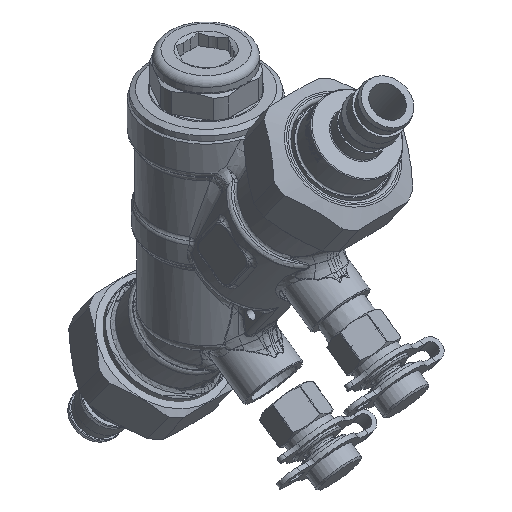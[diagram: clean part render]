
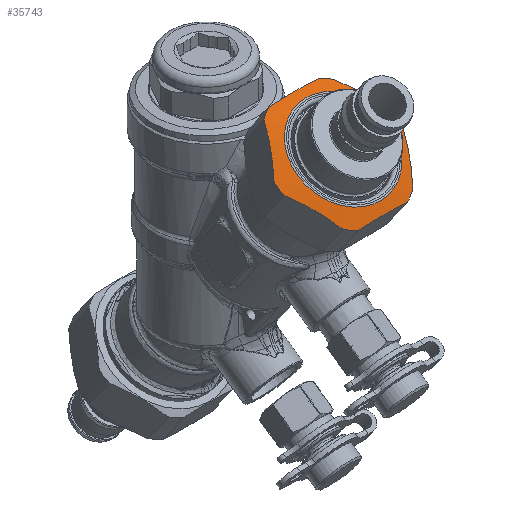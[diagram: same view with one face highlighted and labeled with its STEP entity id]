
A CAD part, isometric view. The second image highlights one B-rep face of the part: STEP entity #35743.
In plain terms, the highlighted conical face has half-angle 60 degrees and reference radius 17.78 mm.
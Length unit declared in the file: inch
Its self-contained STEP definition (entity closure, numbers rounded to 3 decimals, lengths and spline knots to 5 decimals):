
#1334=(
BOUNDED_CURVE()
B_SPLINE_CURVE(2,(#161559,#161560,#161561),.UNSPECIFIED.,.F.,.F.)
B_SPLINE_CURVE_WITH_KNOTS((3,3),(0.,1.67512),.UNSPECIFIED.)
CURVE()
GEOMETRIC_REPRESENTATION_ITEM()
RATIONAL_B_SPLINE_CURVE((1.,1.096,1.))
REPRESENTATION_ITEM('')
);
#1335=(
BOUNDED_CURVE()
B_SPLINE_CURVE(2,(#161565,#161566,#161567),.UNSPECIFIED.,.F.,.F.)
B_SPLINE_CURVE_WITH_KNOTS((3,3),(0.,1.67512),.UNSPECIFIED.)
CURVE()
GEOMETRIC_REPRESENTATION_ITEM()
RATIONAL_B_SPLINE_CURVE((1.,1.096,1.))
REPRESENTATION_ITEM('')
);
#1336=(
BOUNDED_CURVE()
B_SPLINE_CURVE(2,(#161571,#161572,#161573),.UNSPECIFIED.,.F.,.F.)
B_SPLINE_CURVE_WITH_KNOTS((3,3),(0.,1.67512),.UNSPECIFIED.)
CURVE()
GEOMETRIC_REPRESENTATION_ITEM()
RATIONAL_B_SPLINE_CURVE((1.,1.096,1.))
REPRESENTATION_ITEM('')
);
#1337=(
BOUNDED_CURVE()
B_SPLINE_CURVE(2,(#161577,#161578,#161579),.UNSPECIFIED.,.F.,.F.)
B_SPLINE_CURVE_WITH_KNOTS((3,3),(0.,1.67512),.UNSPECIFIED.)
CURVE()
GEOMETRIC_REPRESENTATION_ITEM()
RATIONAL_B_SPLINE_CURVE((1.,1.096,1.))
REPRESENTATION_ITEM('')
);
#1338=(
BOUNDED_CURVE()
B_SPLINE_CURVE(2,(#161583,#161584,#161585),.UNSPECIFIED.,.F.,.F.)
B_SPLINE_CURVE_WITH_KNOTS((3,3),(0.,1.67512),.UNSPECIFIED.)
CURVE()
GEOMETRIC_REPRESENTATION_ITEM()
RATIONAL_B_SPLINE_CURVE((1.,1.096,1.))
REPRESENTATION_ITEM('')
);
#1339=(
BOUNDED_CURVE()
B_SPLINE_CURVE(2,(#161589,#161590,#161591),.UNSPECIFIED.,.F.,.F.)
B_SPLINE_CURVE_WITH_KNOTS((3,3),(0.,1.67512),.UNSPECIFIED.)
CURVE()
GEOMETRIC_REPRESENTATION_ITEM()
RATIONAL_B_SPLINE_CURVE((1.,1.096,1.))
REPRESENTATION_ITEM('')
);
#3531=CONICAL_SURFACE('',#37978,0.7,1.047);
#5307=FACE_OUTER_BOUND('',#7408,.T.);
#7408=EDGE_LOOP('',(#26844,#26845,#26846,#26847,#26848,#26849,#26850,#26851,
#26852,#26853,#26854,#26855,#26856,#26857,#26858,#26859));
#9252=CIRCLE('',#37975,0.60928);
#9254=CIRCLE('',#37979,0.8);
#9255=CIRCLE('',#37980,0.8);
#9256=CIRCLE('',#37981,0.8);
#9257=CIRCLE('',#37982,0.8);
#9258=CIRCLE('',#37983,0.8);
#9259=CIRCLE('',#37984,0.8);
#9260=CIRCLE('',#37985,0.8);
#10179=LINE('',#161555,#11852);
#11852=VECTOR('',#41895,0.7);
#14685=VERTEX_POINT('',#161547);
#14687=VERTEX_POINT('',#161554);
#14688=VERTEX_POINT('',#161556);
#14689=VERTEX_POINT('',#161558);
#14690=VERTEX_POINT('',#161562);
#14691=VERTEX_POINT('',#161564);
#14692=VERTEX_POINT('',#161568);
#14693=VERTEX_POINT('',#161570);
#14694=VERTEX_POINT('',#161574);
#14695=VERTEX_POINT('',#161576);
#14696=VERTEX_POINT('',#161580);
#14697=VERTEX_POINT('',#161582);
#14698=VERTEX_POINT('',#161586);
#14699=VERTEX_POINT('',#161588);
#19044=EDGE_CURVE('',#14685,#14685,#9252,.T.);
#19046=EDGE_CURVE('',#14685,#14687,#10179,.T.);
#19047=EDGE_CURVE('',#14688,#14687,#9254,.T.);
#19048=EDGE_CURVE('',#14689,#14688,#1334,.T.);
#19049=EDGE_CURVE('',#14690,#14689,#9255,.T.);
#19050=EDGE_CURVE('',#14691,#14690,#1335,.T.);
#19051=EDGE_CURVE('',#14692,#14691,#9256,.T.);
#19052=EDGE_CURVE('',#14693,#14692,#1336,.T.);
#19053=EDGE_CURVE('',#14694,#14693,#9257,.T.);
#19054=EDGE_CURVE('',#14695,#14694,#1337,.T.);
#19055=EDGE_CURVE('',#14696,#14695,#9258,.T.);
#19056=EDGE_CURVE('',#14697,#14696,#1338,.T.);
#19057=EDGE_CURVE('',#14698,#14697,#9259,.T.);
#19058=EDGE_CURVE('',#14699,#14698,#1339,.T.);
#19059=EDGE_CURVE('',#14687,#14699,#9260,.T.);
#26844=ORIENTED_EDGE('',*,*,#19044,.F.);
#26845=ORIENTED_EDGE('',*,*,#19046,.T.);
#26846=ORIENTED_EDGE('',*,*,#19047,.F.);
#26847=ORIENTED_EDGE('',*,*,#19048,.F.);
#26848=ORIENTED_EDGE('',*,*,#19049,.F.);
#26849=ORIENTED_EDGE('',*,*,#19050,.F.);
#26850=ORIENTED_EDGE('',*,*,#19051,.F.);
#26851=ORIENTED_EDGE('',*,*,#19052,.F.);
#26852=ORIENTED_EDGE('',*,*,#19053,.F.);
#26853=ORIENTED_EDGE('',*,*,#19054,.F.);
#26854=ORIENTED_EDGE('',*,*,#19055,.F.);
#26855=ORIENTED_EDGE('',*,*,#19056,.F.);
#26856=ORIENTED_EDGE('',*,*,#19057,.F.);
#26857=ORIENTED_EDGE('',*,*,#19058,.F.);
#26858=ORIENTED_EDGE('',*,*,#19059,.F.);
#26859=ORIENTED_EDGE('',*,*,#19046,.F.);
#35743=ADVANCED_FACE('',(#5307),#3531,.T.);
#37975=AXIS2_PLACEMENT_3D('',#161549,#41887,#41888);
#37978=AXIS2_PLACEMENT_3D('',#161553,#41893,#41894);
#37979=AXIS2_PLACEMENT_3D('',#161557,#41896,#41897);
#37980=AXIS2_PLACEMENT_3D('',#161563,#41898,#41899);
#37981=AXIS2_PLACEMENT_3D('',#161569,#41900,#41901);
#37982=AXIS2_PLACEMENT_3D('',#161575,#41902,#41903);
#37983=AXIS2_PLACEMENT_3D('',#161581,#41904,#41905);
#37984=AXIS2_PLACEMENT_3D('',#161587,#41906,#41907);
#37985=AXIS2_PLACEMENT_3D('',#161592,#41908,#41909);
#41887=DIRECTION('center_axis',(0.,-0.574,
0.819));
#41888=DIRECTION('ref_axis',(-1.,0.,0.));
#41893=DIRECTION('center_axis',(0.,0.574,
-0.819));
#41894=DIRECTION('ref_axis',(1.,0.,0.));
#41895=DIRECTION('',(-0.866,0.287,-0.41));
#41896=DIRECTION('center_axis',(0.,0.574,
-0.819));
#41897=DIRECTION('ref_axis',(-1.,0.,0.));
#41898=DIRECTION('center_axis',(0.,0.574,
-0.819));
#41899=DIRECTION('ref_axis',(-1.,0.,0.));
#41900=DIRECTION('center_axis',(0.,0.574,
-0.819));
#41901=DIRECTION('ref_axis',(-1.,0.,0.));
#41902=DIRECTION('center_axis',(0.,0.574,
-0.819));
#41903=DIRECTION('ref_axis',(-1.,0.,0.));
#41904=DIRECTION('center_axis',(0.,0.574,
-0.819));
#41905=DIRECTION('ref_axis',(-1.,0.,0.));
#41906=DIRECTION('center_axis',(0.,0.574,
-0.819));
#41907=DIRECTION('ref_axis',(-1.,0.,0.));
#41908=DIRECTION('center_axis',(0.,0.574,
-0.819));
#41909=DIRECTION('ref_axis',(-1.,0.,0.));
#161547=CARTESIAN_POINT('',(-0.60928,-1.8374,0.22431));
#161549=CARTESIAN_POINT('Origin',(0.,-1.8374,
0.22431));
#161553=CARTESIAN_POINT('Origin',(0.,-1.80736,
0.1814));
#161554=CARTESIAN_POINT('',(-0.8,-1.77424,0.13411));
#161555=CARTESIAN_POINT('',(-0.7,-1.80736,0.1814));
#161556=CARTESIAN_POINT('',(-0.79583,-1.84107,0.08731));
#161557=CARTESIAN_POINT('Origin',(0.,-1.77424,
0.13411));
#161558=CARTESIAN_POINT('',(-0.46857,-2.30539,-0.23781));
#161559=CARTESIAN_POINT('Ctrl Pts',(-0.46857,-2.30539,
-0.23781));
#161560=CARTESIAN_POINT('Ctrl Pts',(-0.6322,-2.11756,
-0.01193));
#161561=CARTESIAN_POINT('Ctrl Pts',(-0.79583,-1.84107,
0.08731));
#161562=CARTESIAN_POINT('',(-0.32726,-2.37222,-0.2846));
#161563=CARTESIAN_POINT('Origin',(0.,-1.77424,
0.13411));
#161564=CARTESIAN_POINT('',(0.32726,-2.37222,-0.2846));
#161565=CARTESIAN_POINT('Ctrl Pts',(0.32726,-2.37222,
-0.2846));
#161566=CARTESIAN_POINT('Ctrl Pts',(0.,-2.41655,
-0.22129));
#161567=CARTESIAN_POINT('Ctrl Pts',(-0.32726,-2.37222,
-0.2846));
#161568=CARTESIAN_POINT('',(0.46857,-2.30539,-0.23781));
#161569=CARTESIAN_POINT('Origin',(0.,-1.77424,
0.13411));
#161570=CARTESIAN_POINT('',(0.79583,-1.84107,0.08731));
#161571=CARTESIAN_POINT('Ctrl Pts',(0.79583,-1.84107,
0.08731));
#161572=CARTESIAN_POINT('Ctrl Pts',(0.6322,-2.11756,
-0.01193));
#161573=CARTESIAN_POINT('Ctrl Pts',(0.46857,-2.30539,
-0.23781));
#161574=CARTESIAN_POINT('',(0.79583,-1.70741,0.1809));
#161575=CARTESIAN_POINT('Origin',(0.,-1.77424,
0.13411));
#161576=CARTESIAN_POINT('',(0.46857,-1.24309,0.50602));
#161577=CARTESIAN_POINT('Ctrl Pts',(0.46857,-1.24309,
0.50602));
#161578=CARTESIAN_POINT('Ctrl Pts',(0.6322,-1.51958,
0.40678));
#161579=CARTESIAN_POINT('Ctrl Pts',(0.79583,-1.70741,
0.1809));
#161580=CARTESIAN_POINT('',(0.32726,-1.17626,0.55282));
#161581=CARTESIAN_POINT('Origin',(0.,-1.77424,
0.13411));
#161582=CARTESIAN_POINT('',(-0.32726,-1.17626,0.55282));
#161583=CARTESIAN_POINT('Ctrl Pts',(-0.32726,-1.17626,
0.55282));
#161584=CARTESIAN_POINT('Ctrl Pts',(0.,-1.22059,
0.61613));
#161585=CARTESIAN_POINT('Ctrl Pts',(0.32726,-1.17626,
0.55282));
#161586=CARTESIAN_POINT('',(-0.46857,-1.24309,0.50602));
#161587=CARTESIAN_POINT('Origin',(0.,-1.77424,
0.13411));
#161588=CARTESIAN_POINT('',(-0.79583,-1.70741,0.1809));
#161589=CARTESIAN_POINT('Ctrl Pts',(-0.79583,-1.70741,
0.1809));
#161590=CARTESIAN_POINT('Ctrl Pts',(-0.6322,-1.51958,
0.40678));
#161591=CARTESIAN_POINT('Ctrl Pts',(-0.46857,-1.24309,
0.50602));
#161592=CARTESIAN_POINT('Origin',(0.,-1.77424,
0.13411));
